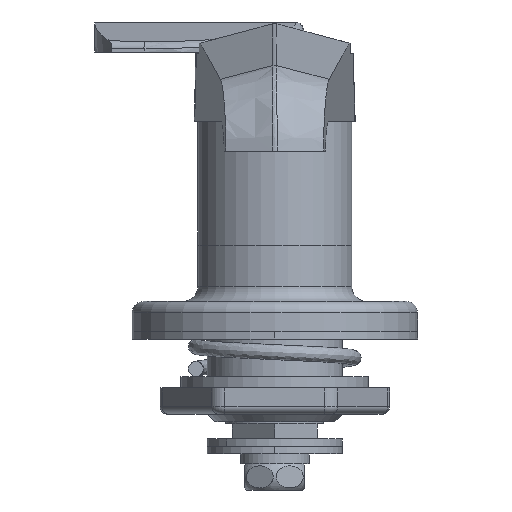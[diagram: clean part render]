
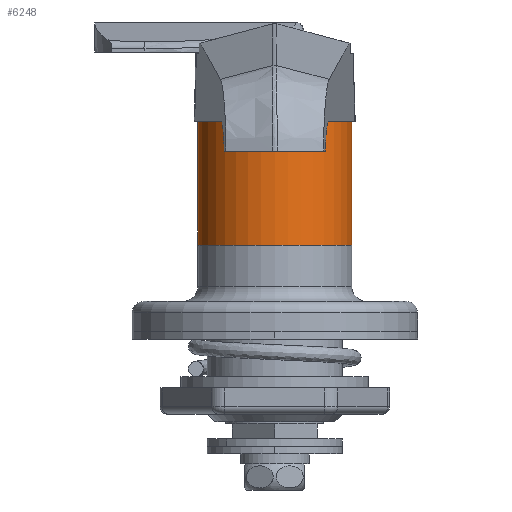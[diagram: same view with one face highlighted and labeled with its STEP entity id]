
A CAD part, front view. The second image highlights one B-rep face of the part: STEP entity #6248.
In plain terms, the highlighted cylindrical face has radius 10.25 mm (diameter 20.5 mm), a partial arc.
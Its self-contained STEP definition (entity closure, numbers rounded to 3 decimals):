
#534 = CIRCLE ( 'NONE', #9463, 10.25 ) ;
#1742 = EDGE_CURVE ( 'NONE', #2098, #2130, #5750, .T. ) ;
#1745 = EDGE_CURVE ( 'NONE', #2133, #2135, #5759, .T. ) ;
#1762 = EDGE_CURVE ( 'NONE', #2130, #2135, #4589, .T. ) ;
#2098 = VERTEX_POINT ( 'NONE', #6112 ) ;
#2130 = VERTEX_POINT ( 'NONE', #6546 ) ;
#2133 = VERTEX_POINT ( 'NONE', #6549 ) ;
#2135 = VERTEX_POINT ( 'NONE', #6551 ) ;
#2565 = EDGE_LOOP ( 'NONE', ( #2869, #2848, #2864, #2835 ) ) ;
#2835 = ORIENTED_EDGE ( 'NONE', *, *, #1762, .F. ) ;
#2848 = ORIENTED_EDGE ( 'NONE', *, *, #6284, .T. ) ;
#2864 = ORIENTED_EDGE ( 'NONE', *, *, #1745, .T. ) ;
#2869 = ORIENTED_EDGE ( 'NONE', *, *, #1742, .F. ) ;
#4589 = CIRCLE ( 'NONE', #7786, 10.25 ) ;
#5750 = LINE ( 'NONE', #5751, #7770 ) ;
#5751 = CARTESIAN_POINT ( 'NONE',  ( -10.25, 0., 2. ) ) ;
#5752 = DIRECTION ( 'NONE',  ( 0., 0., 1. ) ) ;
#5759 = LINE ( 'NONE', #5760, #7771 ) ;
#5760 = CARTESIAN_POINT ( 'NONE',  ( 10.25, 0., 2. ) ) ;
#5761 = DIRECTION ( 'NONE',  ( 0., 0., 1. ) ) ;
#5806 = CARTESIAN_POINT ( 'NONE',  ( 0., 0., 0. ) ) ;
#5810 = DIRECTION ( 'NONE',  ( 0., 0., 1. ) ) ;
#5811 = DIRECTION ( 'NONE',  ( -1., 0., 0. ) ) ;
#6112 = CARTESIAN_POINT ( 'NONE',  ( -10.25, 0., -16.5 ) ) ;
#6248 = ADVANCED_FACE ( 'NONE', ( #9399 ), #9397, .T. ) ;
#6284 = EDGE_CURVE ( 'NONE', #2098, #2133, #534, .T. ) ;
#6546 = CARTESIAN_POINT ( 'NONE',  ( -10.25, 0., 0. ) ) ;
#6549 = CARTESIAN_POINT ( 'NONE',  ( 10.25, 0., -16.5 ) ) ;
#6551 = CARTESIAN_POINT ( 'NONE',  ( 10.25, 0., 0. ) ) ;
#7770 = VECTOR ( 'NONE', #5752, 1000. ) ;
#7771 = VECTOR ( 'NONE', #5761, 1000. ) ;
#7786 = AXIS2_PLACEMENT_3D ( 'NONE', #5806, #5810, #5811 ) ;
#8700 = CARTESIAN_POINT ( 'NONE',  ( 0., 0., 2. ) ) ;
#8701 = DIRECTION ( 'NONE',  ( 0., 0., 1. ) ) ;
#8702 = DIRECTION ( 'NONE',  ( 1., 0., 0. ) ) ;
#8817 = CARTESIAN_POINT ( 'NONE',  ( 0., 0., -16.5 ) ) ;
#8824 = DIRECTION ( 'NONE',  ( 0., 0., 1. ) ) ;
#8825 = DIRECTION ( 'NONE',  ( 1., 0., 0. ) ) ;
#9396 = AXIS2_PLACEMENT_3D ( 'NONE', #8700, #8701, #8702 ) ;
#9397 = CYLINDRICAL_SURFACE ( 'NONE', #9396, 10.25 ) ;
#9399 = FACE_OUTER_BOUND ( 'NONE', #2565, .T. ) ;
#9463 = AXIS2_PLACEMENT_3D ( 'NONE', #8817, #8824, #8825 ) ;
